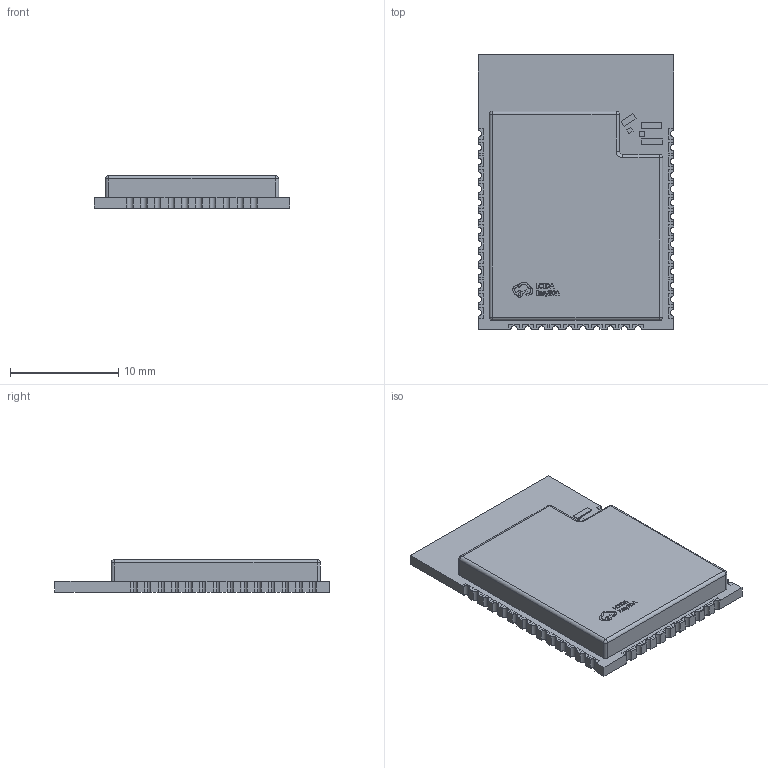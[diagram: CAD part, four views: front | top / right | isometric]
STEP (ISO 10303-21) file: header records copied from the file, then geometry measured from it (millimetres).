
FILE_DESCRIPTION (( 'STEP AP214' ), '1' );
FILE_NAME ('WIFIM-SMD_ESP32-S32MB.step', '2022-07-15T04:58:16', ( '' ), ( '' ), 'SwSTEP 2.0', 'SolidWorks 2020', '' );
FILE_SCHEMA (( 'AUTOMOTIVE_DESIGN' ));
Length unit declared in the file: millimetre
Products named in the file (1): WIFIM-SMD_ESP32-S32MB
Bounding box: 18 x 25.3 x 3.01 mm (x, y, z)
Volume: 1034.9 mm3; surface area: 1161.5 mm2
Topology: 52 solids, 52 shells, 906 faces, 2355 edges, 1561 vertices
Faces by surface type: plane 672, cylinder 116, bspline 112, sphere 5, torus 1
Entity records: 39086 total; most frequent: CARTESIAN_POINT 6922, ORIENTED_EDGE 4700, DIRECTION 3945, EDGE_CURVE 2350, VECTOR 1889, LINE 1889, VERTEX_POINT 1561, AXIS2_PLACEMENT_3D 1028
